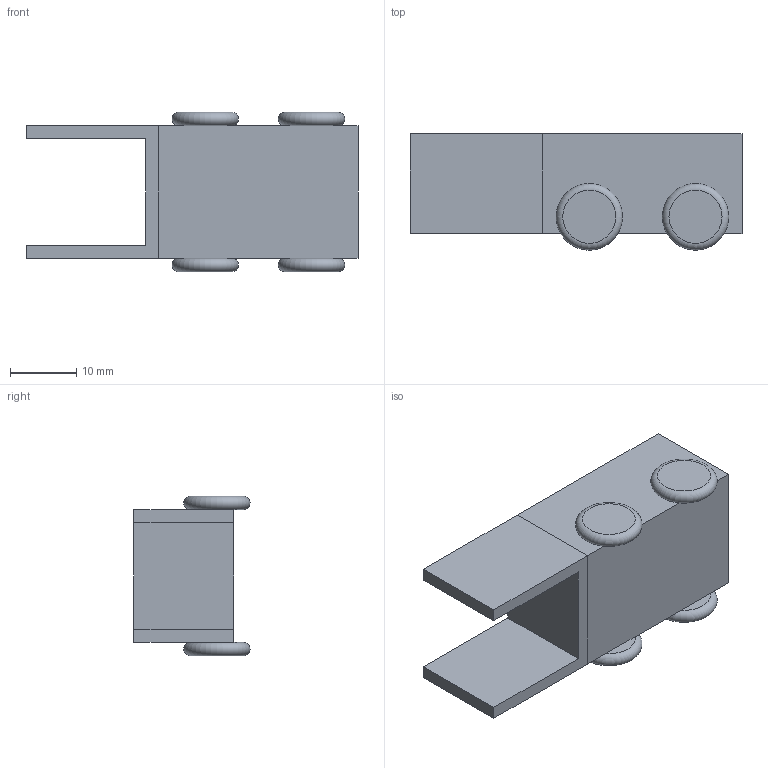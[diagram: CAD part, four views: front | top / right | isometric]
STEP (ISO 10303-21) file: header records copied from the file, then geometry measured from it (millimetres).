
FILE_DESCRIPTION(/* description */ (''),/* implementation_level */ '2;1');
FILE_NAME(/* name */ 'Prototype2 v2.step',/* time_stamp */ '2021-02-21T16:26:14+00:00',/* author */ (''),/* organization */ (''),/* preprocessor_version */ 'ST-DEVELOPER v18.1',/* originating_system */ 'Autodesk Translation Framework v9.7.1.1290',/* authorisation */ '');
FILE_SCHEMA (('AUTOMOTIVE_DESIGN { 1 0 10303 214 3 1 1 }'));
Length unit declared in the file: millimetre
Products named in the file (1): Prototype2
Bounding box: 50 x 17.5 x 24 mm (x, y, z)
Volume: 11256.8 mm3; surface area: 5432.2 mm2
Topology: 6 solids, 6 shells, 28 faces, 48 edges, 32 vertices
Faces by surface type: plane 24, torus 4
Entity records: 692 total; most frequent: DIRECTION 118, CARTESIAN_POINT 109, ORIENTED_EDGE 96, EDGE_CURVE 48, AXIS2_PLACEMENT_3D 41, LINE 36, VECTOR 36, VERTEX_POINT 32
